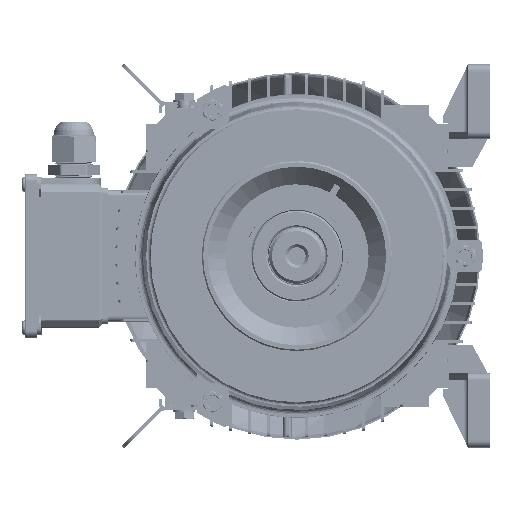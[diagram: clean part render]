
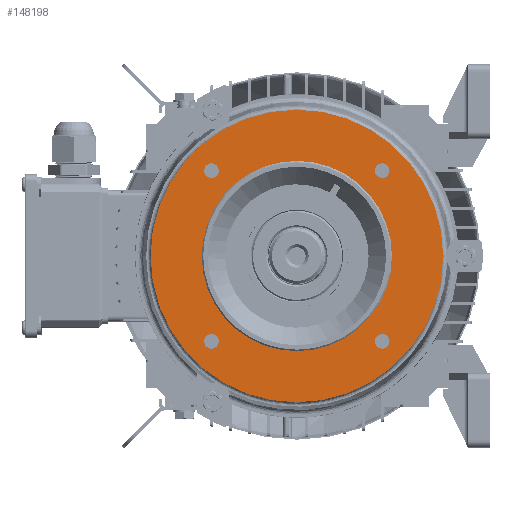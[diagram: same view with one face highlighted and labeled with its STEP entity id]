
A CAD part, left-side view. The second image highlights one B-rep face of the part: STEP entity #148198.
In plain terms, the highlighted planar face has unit normal (-1, 0, 0).
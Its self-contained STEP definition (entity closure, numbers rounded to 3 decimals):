
#870 = DIRECTION ( 'NONE',  ( -1., 0., 0. ) ) ;
#3430 = VERTEX_POINT ( 'NONE', #118629 ) ;
#4305 = VERTEX_POINT ( 'NONE', #30071 ) ;
#6661 = DIRECTION ( 'NONE',  ( -1., 0., 0. ) ) ;
#8901 = DIRECTION ( 'NONE',  ( -1., 0., 0. ) ) ;
#9298 = DIRECTION ( 'NONE',  ( -1., 0., 0. ) ) ;
#11576 = DIRECTION ( 'NONE',  ( -1., 0., 0. ) ) ;
#20392 = EDGE_LOOP ( 'NONE', ( #164977, #151133 ) ) ;
#20860 = VERTEX_POINT ( 'NONE', #190215 ) ;
#22962 = CARTESIAN_POINT ( 'NONE',  ( -216.139, 80.08, -32.463 ) ) ;
#25185 = CARTESIAN_POINT ( 'NONE',  ( -216.139, -78.256, 25.873 ) ) ;
#25461 = VERTEX_POINT ( 'NONE', #65763 ) ;
#26917 = VERTEX_POINT ( 'NONE', #192266 ) ;
#28786 = VERTEX_POINT ( 'NONE', #84202 ) ;
#30071 = CARTESIAN_POINT ( 'NONE',  ( -216.139, 45.08, -32.463 ) ) ;
#31573 = EDGE_CURVE ( 'NONE', #131256, #28786, #198346, .T. ) ;
#36134 = FACE_BOUND ( 'NONE', #67159, .T. ) ;
#41321 = ORIENTED_EDGE ( 'NONE', *, *, #128326, .F. ) ;
#42323 = CARTESIAN_POINT ( 'NONE',  ( -216.139, 33.416, 25.873 ) ) ;
#42551 = EDGE_LOOP ( 'NONE', ( #168252, #88454 ) ) ;
#42968 = EDGE_CURVE ( 'NONE', #92134, #26917, #110735, .T. ) ;
#45845 = CARTESIAN_POINT ( 'NONE',  ( -216.139, -83.256, -90.8 ) ) ;
#48630 = CARTESIAN_POINT ( 'NONE',  ( -216.139, 38.416, 25.873 ) ) ;
#56613 = EDGE_CURVE ( 'NONE', #28786, #131256, #66167, .T. ) ;
#57907 = DIRECTION ( 'NONE',  ( 0., 1., 0. ) ) ;
#62323 = EDGE_CURVE ( 'NONE', #3430, #25461, #216964, .T. ) ;
#62758 = CIRCLE ( 'NONE', #180359, 5. ) ;
#63256 = CARTESIAN_POINT ( 'NONE',  ( -216.139, -78.256, -90.8 ) ) ;
#65763 = CARTESIAN_POINT ( 'NONE',  ( -216.139, -83.256, 25.873 ) ) ;
#66167 = CIRCLE ( 'NONE', #110268, 100. ) ;
#66520 = DIRECTION ( 'NONE',  ( -1., 0., 0. ) ) ;
#67159 = EDGE_LOOP ( 'NONE', ( #161828, #41321 ) ) ;
#67160 = AXIS2_PLACEMENT_3D ( 'NONE', #178158, #9298, #161795 ) ;
#67571 = DIRECTION ( 'NONE',  ( -1., 0., 0. ) ) ;
#72034 = DIRECTION ( 'NONE',  ( 0., -1., 0. ) ) ;
#72592 = DIRECTION ( 'NONE',  ( 0., 1., 0. ) ) ;
#73512 = PLANE ( 'NONE',  #90415 ) ;
#73676 = VERTEX_POINT ( 'NONE', #42323 ) ;
#73787 = CIRCLE ( 'NONE', #67160, 65. ) ;
#74763 = DIRECTION ( 'NONE',  ( -1., 0., 0. ) ) ;
#77078 = CIRCLE ( 'NONE', #157238, 5. ) ;
#77765 = DIRECTION ( 'NONE',  ( 0., 1., 0. ) ) ;
#79153 = EDGE_LOOP ( 'NONE', ( #208249, #122920 ) ) ;
#84202 = CARTESIAN_POINT ( 'NONE',  ( -216.139, 80.08, -32.463 ) ) ;
#88454 = ORIENTED_EDGE ( 'NONE', *, *, #31573, .F. ) ;
#90415 = AXIS2_PLACEMENT_3D ( 'NONE', #22962, #192630, #72034 ) ;
#92134 = VERTEX_POINT ( 'NONE', #45845 ) ;
#92921 = DIRECTION ( 'NONE',  ( 0., 1., 0. ) ) ;
#97264 = DIRECTION ( 'NONE',  ( 1., 0., 0. ) ) ;
#100698 = CARTESIAN_POINT ( 'NONE',  ( -216.139, 43.416, 25.873 ) ) ;
#100736 = DIRECTION ( 'NONE',  ( 0., 1., 0. ) ) ;
#103433 = CARTESIAN_POINT ( 'NONE',  ( -216.139, 38.416, -90.8 ) ) ;
#110268 = AXIS2_PLACEMENT_3D ( 'NONE', #165056, #97264, #200026 ) ;
#110735 = CIRCLE ( 'NONE', #122634, 5. ) ;
#111469 = ORIENTED_EDGE ( 'NONE', *, *, #42968, .F. ) ;
#113791 = DIRECTION ( 'NONE',  ( -1., 0., 0. ) ) ;
#115867 = EDGE_CURVE ( 'NONE', #20860, #4305, #73787, .T. ) ;
#118629 = CARTESIAN_POINT ( 'NONE',  ( -216.139, -73.256, 25.873 ) ) ;
#120209 = CARTESIAN_POINT ( 'NONE',  ( -216.139, 38.416, -90.8 ) ) ;
#122634 = AXIS2_PLACEMENT_3D ( 'NONE', #63256, #113791, #215186 ) ;
#122920 = ORIENTED_EDGE ( 'NONE', *, *, #184992, .F. ) ;
#123317 = VERTEX_POINT ( 'NONE', #100698 ) ;
#126815 = CARTESIAN_POINT ( 'NONE',  ( -216.139, -78.256, -90.8 ) ) ;
#128326 = EDGE_CURVE ( 'NONE', #73676, #123317, #77078, .T. ) ;
#128374 = ORIENTED_EDGE ( 'NONE', *, *, #183821, .F. ) ;
#128454 = AXIS2_PLACEMENT_3D ( 'NONE', #120209, #137428, #205165 ) ;
#129368 = EDGE_CURVE ( 'NONE', #25461, #3430, #217891, .T. ) ;
#130955 = EDGE_CURVE ( 'NONE', #123317, #73676, #62758, .T. ) ;
#131256 = VERTEX_POINT ( 'NONE', #217901 ) ;
#131914 = EDGE_LOOP ( 'NONE', ( #128374, #111469 ) ) ;
#132036 = FACE_BOUND ( 'NONE', #214208, .T. ) ;
#134837 = FACE_BOUND ( 'NONE', #20392, .T. ) ;
#135775 = AXIS2_PLACEMENT_3D ( 'NONE', #103433, #870, #186903 ) ;
#137428 = DIRECTION ( 'NONE',  ( -1., 0., 0. ) ) ;
#138961 = EDGE_CURVE ( 'NONE', #208815, #151622, #218657, .T. ) ;
#140383 = CARTESIAN_POINT ( 'NONE',  ( -216.139, -19.92, -32.463 ) ) ;
#141079 = AXIS2_PLACEMENT_3D ( 'NONE', #25185, #6661, #57907 ) ;
#143562 = CARTESIAN_POINT ( 'NONE',  ( -216.139, -78.256, 25.873 ) ) ;
#146234 = CARTESIAN_POINT ( 'NONE',  ( -216.139, -19.92, -32.463 ) ) ;
#148045 = FACE_BOUND ( 'NONE', #79153, .T. ) ;
#148198 = ADVANCED_FACE ( 'NONE', ( #193362, #132036, #161285, #134837, #36134, #148045 ), #73512, .F. ) ;
#151133 = ORIENTED_EDGE ( 'NONE', *, *, #115867, .F. ) ;
#151622 = VERTEX_POINT ( 'NONE', #165901 ) ;
#157238 = AXIS2_PLACEMENT_3D ( 'NONE', #48630, #66520, #100736 ) ;
#161285 = FACE_OUTER_BOUND ( 'NONE', #42551, .T. ) ;
#161795 = DIRECTION ( 'NONE',  ( 0., 1., 0. ) ) ;
#161828 = ORIENTED_EDGE ( 'NONE', *, *, #130955, .F. ) ;
#164977 = ORIENTED_EDGE ( 'NONE', *, *, #182928, .F. ) ;
#165056 = CARTESIAN_POINT ( 'NONE',  ( -216.139, -19.92, -32.463 ) ) ;
#165901 = CARTESIAN_POINT ( 'NONE',  ( -216.139, 33.416, -90.8 ) ) ;
#165949 = CARTESIAN_POINT ( 'NONE',  ( -216.139, 43.416, -90.8 ) ) ;
#168252 = ORIENTED_EDGE ( 'NONE', *, *, #56613, .F. ) ;
#169606 = CARTESIAN_POINT ( 'NONE',  ( -216.139, 38.416, 25.873 ) ) ;
#169911 = CIRCLE ( 'NONE', #196660, 65. ) ;
#174597 = DIRECTION ( 'NONE',  ( 1., 0., 0. ) ) ;
#176179 = ORIENTED_EDGE ( 'NONE', *, *, #129368, .F. ) ;
#178158 = CARTESIAN_POINT ( 'NONE',  ( -216.139, -19.92, -32.463 ) ) ;
#180148 = CIRCLE ( 'NONE', #199581, 5. ) ;
#180359 = AXIS2_PLACEMENT_3D ( 'NONE', #169606, #67571, #186686 ) ;
#182928 = EDGE_CURVE ( 'NONE', #4305, #20860, #169911, .T. ) ;
#183821 = EDGE_CURVE ( 'NONE', #26917, #92134, #180148, .T. ) ;
#183867 = ORIENTED_EDGE ( 'NONE', *, *, #62323, .F. ) ;
#184992 = EDGE_CURVE ( 'NONE', #151622, #208815, #204145, .T. ) ;
#186686 = DIRECTION ( 'NONE',  ( 0., 1., 0. ) ) ;
#186903 = DIRECTION ( 'NONE',  ( 0., 1., 0. ) ) ;
#190215 = CARTESIAN_POINT ( 'NONE',  ( -216.139, -84.92, -32.463 ) ) ;
#192266 = CARTESIAN_POINT ( 'NONE',  ( -216.139, -73.256, -90.8 ) ) ;
#192487 = AXIS2_PLACEMENT_3D ( 'NONE', #140383, #174597, #72592 ) ;
#192630 = DIRECTION ( 'NONE',  ( 1., 0., 0. ) ) ;
#193166 = DIRECTION ( 'NONE',  ( 0., 1., 0. ) ) ;
#193362 = FACE_BOUND ( 'NONE', #131914, .T. ) ;
#196660 = AXIS2_PLACEMENT_3D ( 'NONE', #146234, #11576, #77765 ) ;
#197361 = AXIS2_PLACEMENT_3D ( 'NONE', #143562, #8901, #92921 ) ;
#198346 = CIRCLE ( 'NONE', #192487, 100. ) ;
#199581 = AXIS2_PLACEMENT_3D ( 'NONE', #126815, #74763, #193166 ) ;
#200026 = DIRECTION ( 'NONE',  ( 0., 1., 0. ) ) ;
#204145 = CIRCLE ( 'NONE', #128454, 5. ) ;
#205165 = DIRECTION ( 'NONE',  ( 0., 1., 0. ) ) ;
#208249 = ORIENTED_EDGE ( 'NONE', *, *, #138961, .F. ) ;
#208815 = VERTEX_POINT ( 'NONE', #165949 ) ;
#214208 = EDGE_LOOP ( 'NONE', ( #183867, #176179 ) ) ;
#215186 = DIRECTION ( 'NONE',  ( 0., 1., 0. ) ) ;
#216964 = CIRCLE ( 'NONE', #141079, 5. ) ;
#217891 = CIRCLE ( 'NONE', #197361, 5. ) ;
#217901 = CARTESIAN_POINT ( 'NONE',  ( -216.139, -119.92, -32.463 ) ) ;
#218657 = CIRCLE ( 'NONE', #135775, 5. ) ;
